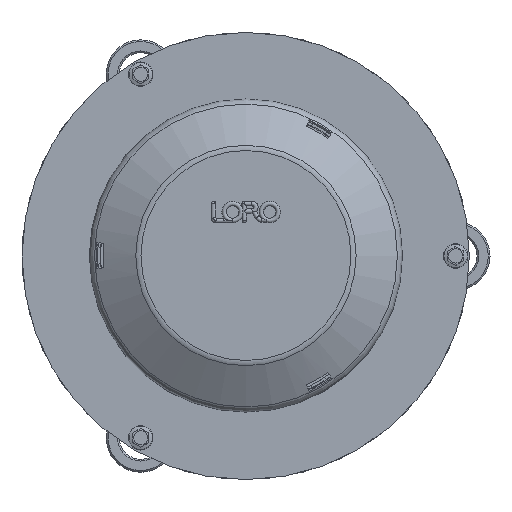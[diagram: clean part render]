
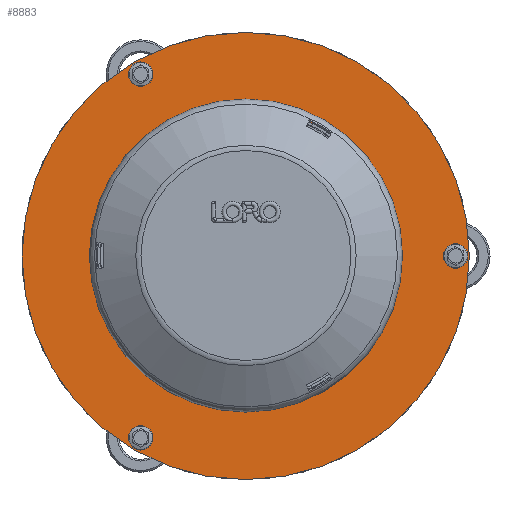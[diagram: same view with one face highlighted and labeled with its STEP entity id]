
A CAD part, top view. The second image highlights one B-rep face of the part: STEP entity #8883.
In plain terms, the highlighted planar face has unit normal (0, 0, 1).
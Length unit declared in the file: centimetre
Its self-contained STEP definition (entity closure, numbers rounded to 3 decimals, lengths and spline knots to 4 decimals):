
#1800=FACE_BOUND('',#2508,.T.);
#1801=FACE_BOUND('',#2509,.T.);
#1802=FACE_BOUND('',#2510,.T.);
#1803=FACE_BOUND('',#2511,.T.);
#2031=FACE_OUTER_BOUND('',#2507,.T.);
#2507=EDGE_LOOP('',(#6100));
#2508=EDGE_LOOP('',(#6101));
#2509=EDGE_LOOP('',(#6102));
#2510=EDGE_LOOP('',(#6103));
#2511=EDGE_LOOP('',(#6104));
#3125=CIRCLE('',#9428,130.);
#3126=CIRCLE('',#9429,84.5);
#3127=CIRCLE('',#9430,4.);
#3128=CIRCLE('',#9431,4.);
#3129=CIRCLE('',#9432,4.);
#3659=VERTEX_POINT('',#13434);
#3660=VERTEX_POINT('',#13436);
#3661=VERTEX_POINT('',#13438);
#3662=VERTEX_POINT('',#13440);
#3663=VERTEX_POINT('',#13442);
#4603=EDGE_CURVE('',#3659,#3659,#3125,.T.);
#4604=EDGE_CURVE('',#3660,#3660,#3126,.T.);
#4605=EDGE_CURVE('',#3661,#3661,#3127,.T.);
#4606=EDGE_CURVE('',#3662,#3662,#3128,.T.);
#4607=EDGE_CURVE('',#3663,#3663,#3129,.T.);
#6100=ORIENTED_EDGE('',*,*,#4603,.T.);
#6101=ORIENTED_EDGE('',*,*,#4604,.F.);
#6102=ORIENTED_EDGE('',*,*,#4605,.T.);
#6103=ORIENTED_EDGE('',*,*,#4606,.T.);
#6104=ORIENTED_EDGE('',*,*,#4607,.T.);
#8468=PLANE('',#9427);
#8883=ADVANCED_FACE('',(#2031,#1800,#1801,#1802,#1803),#8468,.T.);
#9427=AXIS2_PLACEMENT_3D('',#13433,#10630,#10631);
#9428=AXIS2_PLACEMENT_3D('',#13435,#10632,#10633);
#9429=AXIS2_PLACEMENT_3D('',#13437,#10634,#10635);
#9430=AXIS2_PLACEMENT_3D('',#13439,#10636,#10637);
#9431=AXIS2_PLACEMENT_3D('',#13441,#10638,#10639);
#9432=AXIS2_PLACEMENT_3D('',#13443,#10640,#10641);
#10630=DIRECTION('center_axis',(0.,0.,
1.));
#10631=DIRECTION('ref_axis',(1.,0.,0.));
#10632=DIRECTION('center_axis',(0.,0.,
1.));
#10633=DIRECTION('ref_axis',(0.,1.,0.));
#10634=DIRECTION('center_axis',(0.,0.,1.));
#10635=DIRECTION('ref_axis',(0.,-1.,0.));
#10636=DIRECTION('center_axis',(0.,0.,
-1.));
#10637=DIRECTION('ref_axis',(0.,-1.,0.));
#10638=DIRECTION('center_axis',(0.,0.,
-1.));
#10639=DIRECTION('ref_axis',(0.,1.,0.));
#10640=DIRECTION('center_axis',(0.,0.,
-1.));
#10641=DIRECTION('ref_axis',(0.,1.,0.));
#13433=CARTESIAN_POINT('Origin',(0.,0.,
25.5));
#13434=CARTESIAN_POINT('',(0.,-130.,25.5));
#13435=CARTESIAN_POINT('Origin',(0.,0.,
25.5));
#13436=CARTESIAN_POINT('',(0.,84.5,25.5));
#13437=CARTESIAN_POINT('Origin',(0.,0.,
25.5));
#13438=CARTESIAN_POINT('',(-61.,-101.6551,25.5));
#13439=CARTESIAN_POINT('Origin',(-61.,-105.6551,25.5));
#13440=CARTESIAN_POINT('',(122.,-4.,25.5));
#13441=CARTESIAN_POINT('Origin',(122.,0.,25.5));
#13442=CARTESIAN_POINT('',(-61.,101.6551,25.5));
#13443=CARTESIAN_POINT('Origin',(-61.,105.6551,25.5));
